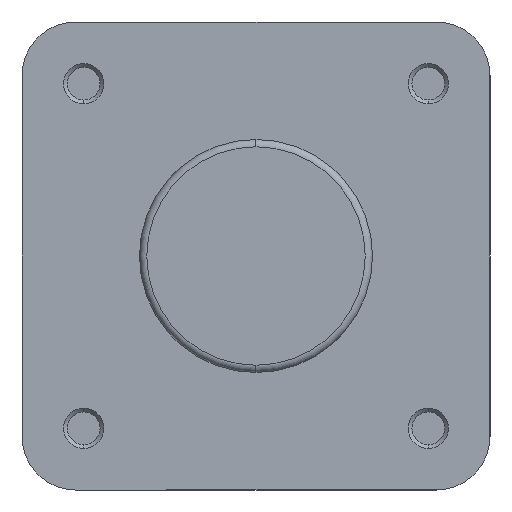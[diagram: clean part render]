
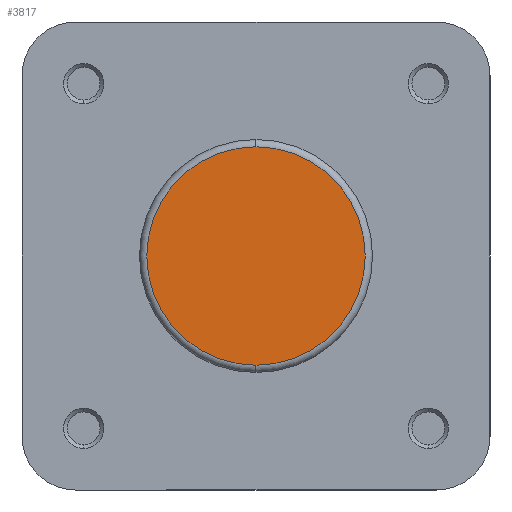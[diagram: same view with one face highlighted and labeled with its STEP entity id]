
A CAD part, left-side view. The second image highlights one B-rep face of the part: STEP entity #3817.
In plain terms, the highlighted planar face has unit normal (-1, 0, 0).
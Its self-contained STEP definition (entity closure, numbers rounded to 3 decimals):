
#261 = CIRCLE ( 'NONE', #6068, 22.4 ) ;
#339 = CIRCLE ( 'NONE', #6089, 22.4 ) ;
#773 = FACE_OUTER_BOUND ( 'NONE', #5564, .T. ) ;
#2011 = CARTESIAN_POINT ( 'NONE',  ( 0., 23.9, 0. ) ) ;
#2012 = PLANE ( 'NONE',  #2832 ) ;
#2014 = DIRECTION ( 'NONE',  ( 1., 0., 0. ) ) ;
#2015 = DIRECTION ( 'NONE',  ( 0., 0., -1. ) ) ;
#2402 = CARTESIAN_POINT ( 'NONE',  ( 0., 0., -22.4 ) ) ;
#2432 = CARTESIAN_POINT ( 'NONE',  ( 0., 0., 22.4 ) ) ;
#2832 = AXIS2_PLACEMENT_3D ( 'NONE', #2011, #2014, #2015 ) ;
#3501 = EDGE_CURVE ( 'NONE', #4437, #4291, #261, .T. ) ;
#3554 = EDGE_CURVE ( 'NONE', #4291, #4437, #339, .T. ) ;
#3817 = ADVANCED_FACE ( 'NONE', ( #773 ), #2012, .F. ) ;
#4291 = VERTEX_POINT ( 'NONE', #2402 ) ;
#4437 = VERTEX_POINT ( 'NONE', #2432 ) ;
#4890 = CARTESIAN_POINT ( 'NONE',  ( 0., 0., 0. ) ) ;
#4891 = DIRECTION ( 'NONE',  ( -1., 0., 0. ) ) ;
#4892 = DIRECTION ( 'NONE',  ( 0., 0., -1. ) ) ;
#5017 = CARTESIAN_POINT ( 'NONE',  ( 0., 0., 0. ) ) ;
#5024 = DIRECTION ( 'NONE',  ( -1., 0., 0. ) ) ;
#5025 = DIRECTION ( 'NONE',  ( 0., 0., -1. ) ) ;
#5564 = EDGE_LOOP ( 'NONE', ( #5751, #5723 ) ) ;
#5723 = ORIENTED_EDGE ( 'NONE', *, *, #3501, .T. ) ;
#5751 = ORIENTED_EDGE ( 'NONE', *, *, #3554, .T. ) ;
#6068 = AXIS2_PLACEMENT_3D ( 'NONE', #4890, #4891, #4892 ) ;
#6089 = AXIS2_PLACEMENT_3D ( 'NONE', #5017, #5024, #5025 ) ;
